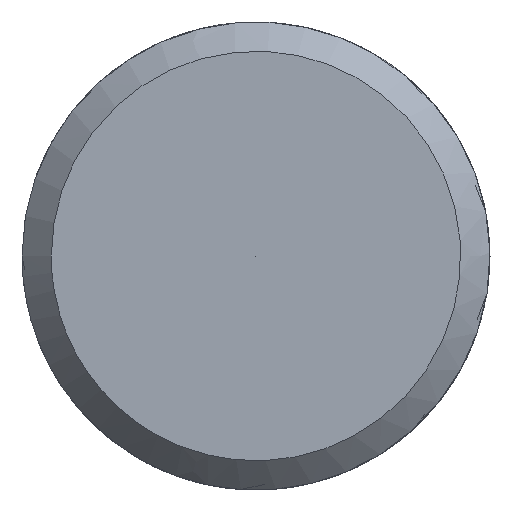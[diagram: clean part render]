
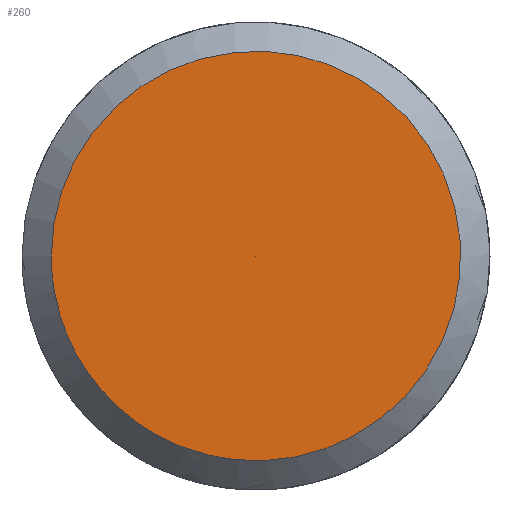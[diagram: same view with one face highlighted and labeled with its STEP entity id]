
A CAD part, left-side view. The second image highlights one B-rep face of the part: STEP entity #260.
In plain terms, the highlighted free-form (B-spline) face has degree [5, 1] with [6, 2] control points.
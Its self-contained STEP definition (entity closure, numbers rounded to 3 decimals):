
#188 = CARTESIAN_POINT ('', (-51., 1.75, 0.));
#189 = VERTEX_POINT ('', #188);
#197 = CARTESIAN_POINT ('', (-51., 1.75, 0.));
#198 = CARTESIAN_POINT ('', (-51., 1.75, 7.));
#199 = CARTESIAN_POINT ('', (-51., -5.25, 3.5));
#200 = CARTESIAN_POINT ('', (-51., -5.25, -3.5));
#201 = CARTESIAN_POINT ('', (-51., 1.75, -7.));
#202 = CARTESIAN_POINT ('', (-51., 1.75, 0.));
#203 = (
   BOUNDED_CURVE ()
   B_SPLINE_CURVE (5, (#197, #198, #199, #200, #201, #202), .UNSPECIFIED., .T., .U.)
   B_SPLINE_CURVE_WITH_KNOTS ((6, 6), (0., 1.), .UNSPECIFIED.)
   CURVE ()
   GEOMETRIC_REPRESENTATION_ITEM ()
   RATIONAL_B_SPLINE_CURVE ((5., 1., 1., 1., 1., 5.))
   REPRESENTATION_ITEM ('')
);
#204 = EDGE_CURVE ('', #189, #189, #203, .T.);
#236 = CARTESIAN_POINT ('', (-51., 0., 0.));
#237 = VERTEX_POINT ('', #236);
#238 = CARTESIAN_POINT ('', (-51., 0., 0.));
#239 = CARTESIAN_POINT ('', (-51., 1.75, 0.));
#240 = B_SPLINE_CURVE_WITH_KNOTS ('', 1, (#238, #239), .UNSPECIFIED., .F., .U., (2, 2), (0., 1.), .UNSPECIFIED.);
#241 = EDGE_CURVE ('', #237, #189, #240, .T.);
#242 = ORIENTED_EDGE ('', *, *, #241, .F.);
#243 = ORIENTED_EDGE ('', *, *, #241, .T.);
#244 = ORIENTED_EDGE ('', *, *, #204, .F.);
#245 = EDGE_LOOP ('', (#242, #243, #244));
#246 = FACE_OUTER_BOUND ('', #245, .T.);
#247 = CARTESIAN_POINT ('', (-51., 0., 0.));
#248 = CARTESIAN_POINT ('', (-51., 1.75, 0.));
#249 = CARTESIAN_POINT ('', (-51., 0., 0.));
#250 = CARTESIAN_POINT ('', (-51., 1.75, 7.));
#251 = CARTESIAN_POINT ('', (-51., 0., 0.));
#252 = CARTESIAN_POINT ('', (-51., -5.25, 3.5));
#253 = CARTESIAN_POINT ('', (-51., 0., 0.));
#254 = CARTESIAN_POINT ('', (-51., -5.25, -3.5));
#255 = CARTESIAN_POINT ('', (-51., 0., 0.));
#256 = CARTESIAN_POINT ('', (-51., 1.75, -7.));
#257 = CARTESIAN_POINT ('', (-51., 0., 0.));
#258 = CARTESIAN_POINT ('', (-51., 1.75, 0.));
#259 = (
   BOUNDED_SURFACE ()
   B_SPLINE_SURFACE (5, 1, ((#247, #248), (#249, #250), (#251, #252), (#253, #254), (#255, #256), (#257, #258)), .UNSPECIFIED., .T., .F., .U.)
   B_SPLINE_SURFACE_WITH_KNOTS ((6, 6), (2, 2), (0., 1.), (0., 1.), .UNSPECIFIED.)
   SURFACE ()
   GEOMETRIC_REPRESENTATION_ITEM ()
   RATIONAL_B_SPLINE_SURFACE (((5., 5.), (1., 1.), (1., 1.), (1., 1.), (1., 1.), (5., 5.)))
   REPRESENTATION_ITEM ('')
);
#260 = ADVANCED_FACE ('', (#246), #259, .T.);
